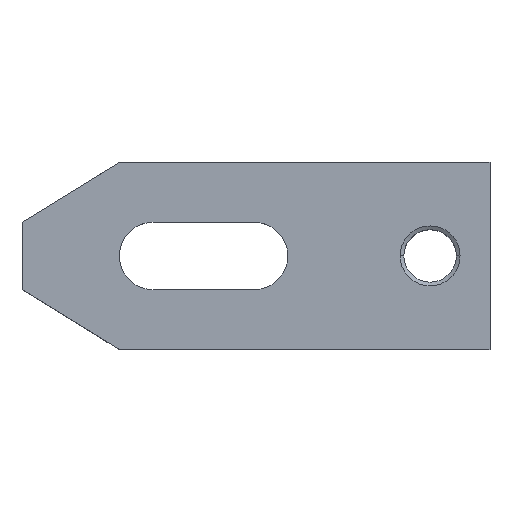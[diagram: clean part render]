
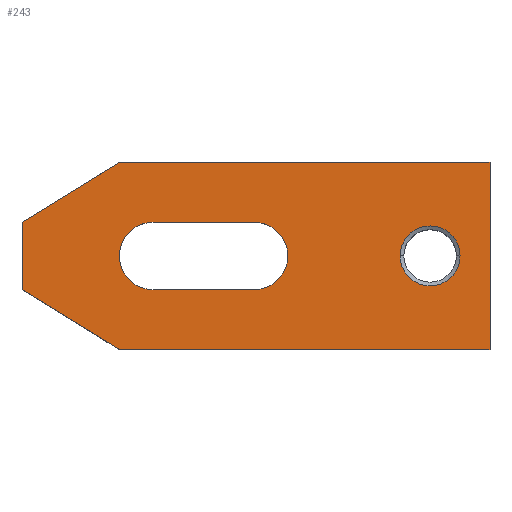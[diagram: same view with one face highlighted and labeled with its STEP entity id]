
A CAD part, top view. The second image highlights one B-rep face of the part: STEP entity #243.
In plain terms, the highlighted planar face has unit normal (0, 0, 1).
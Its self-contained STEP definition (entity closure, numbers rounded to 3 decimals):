
#243=ADVANCED_FACE('',(#669,#670,#671),#672,.T.);
#265=VERTEX_POINT('',#694);
#269=EDGE_CURVE('',#329,#265,#699,.T.);
#279=EDGE_CURVE('',#265,#287,#710,.T.);
#287=VERTEX_POINT('',#718);
#289=EDGE_CURVE('',#287,#485,#720,.T.);
#299=EDGE_CURVE('',#317,#379,#730,.T.);
#313=EDGE_CURVE('',#345,#317,#745,.T.);
#317=VERTEX_POINT('',#749);
#329=VERTEX_POINT('',#761);
#331=EDGE_CURVE('',#363,#345,#763,.T.);
#345=VERTEX_POINT('',#778);
#359=EDGE_CURVE('',#379,#363,#794,.T.);
#363=VERTEX_POINT('',#798);
#379=VERTEX_POINT('',#818);
#393=EDGE_CURVE('',#623,#603,#833,.T.);
#419=EDGE_CURVE('',#461,#567,#861,.T.);
#461=VERTEX_POINT('',#907);
#463=EDGE_CURVE('',#485,#461,#909,.T.);
#471=EDGE_CURVE('',#567,#329,#917,.T.);
#485=VERTEX_POINT('',#932);
#567=VERTEX_POINT('',#1022);
#593=EDGE_CURVE('',#603,#623,#1049,.T.);
#603=VERTEX_POINT('',#1060);
#623=VERTEX_POINT('',#1085);
#669=FACE_BOUND('',#1126,.T.);
#670=FACE_BOUND('',#1127,.T.);
#671=FACE_OUTER_BOUND('',#1128,.T.);
#672=PLANE('',#1129);
#694=CARTESIAN_POINT('',(125.0,25.0,25.0));
#699=LINE('',#1168,#1169);
#710=LINE('',#1187,#1188);
#718=CARTESIAN_POINT('',(125.0,-25.0,25.0));
#720=LINE('',#1200,#1201);
#730=LINE('',#1220,#1221);
#745=CIRCLE('',#1243,9.0);
#749=CARTESIAN_POINT('',(62.0,-9.0,25.0));
#761=CARTESIAN_POINT('',(26.0,25.0,25.0));
#763=LINE('',#1267,#1268);
#778=CARTESIAN_POINT('',(62.0,9.0,25.0));
#794=CIRCLE('',#1308,9.0);
#798=CARTESIAN_POINT('',(35.0,9.0,25.0));
#818=CARTESIAN_POINT('',(35.0,-9.0,25.0));
#833=CIRCLE('',#1359,8.0);
#861=LINE('',#1397,#1398);
#907=CARTESIAN_POINT('',(0.0,-9.,25.0));
#909=LINE('',#1469,#1470);
#917=LINE('',#1485,#1486);
#932=CARTESIAN_POINT('',(26.0,-25.0,25.0));
#1022=CARTESIAN_POINT('',(0.0,9.,25.0));
#1049=CIRCLE('',#1672,8.0);
#1060=CARTESIAN_POINT('',(101.0,0.,25.0));
#1085=CARTESIAN_POINT('',(117.0,0.,25.0));
#1126=EDGE_LOOP('',(#1780,#1781));
#1127=EDGE_LOOP('',(#1782,#1783,#1784,#1785));
#1128=EDGE_LOOP('',(#1786,#1787,#1788,#1789,#1790,#1791));
#1129=AXIS2_PLACEMENT_3D('',#1792,#1793,#1794);
#1168=CARTESIAN_POINT('',(125.0,25.0,25.0));
#1169=VECTOR('',#1815,1.0);
#1187=CARTESIAN_POINT('',(125.0,-25.0,25.0));
#1188=VECTOR('',#1827,1.0);
#1200=CARTESIAN_POINT('',(26.0,-25.0,25.0));
#1201=VECTOR('',#1830,1.0);
#1220=CARTESIAN_POINT('',(64.622,-9.0,25.0));
#1221=VECTOR('',#1835,1.0);
#1243=AXIS2_PLACEMENT_3D('',#1847,#1848,#1849);
#1267=CARTESIAN_POINT('',(51.122,9.0,25.0));
#1268=VECTOR('',#1855,1.0);
#1308=AXIS2_PLACEMENT_3D('',#1896,#1897,#1898);
#1359=AXIS2_PLACEMENT_3D('',#1952,#1953,#1954);
#1397=CARTESIAN_POINT('',(0.0,9.,25.0));
#1398=VECTOR('',#1978,1.0);
#1469=CARTESIAN_POINT('',(0.0,-9.,25.0));
#1470=VECTOR('',#2022,1.0);
#1485=CARTESIAN_POINT('',(26.0,25.0,25.0));
#1486=VECTOR('',#2026,1.0);
#1672=AXIS2_PLACEMENT_3D('',#2143,#2144,#2145);
#1780=ORIENTED_EDGE('',*,*,#593,.T.);
#1781=ORIENTED_EDGE('',*,*,#393,.T.);
#1782=ORIENTED_EDGE('',*,*,#359,.T.);
#1783=ORIENTED_EDGE('',*,*,#331,.T.);
#1784=ORIENTED_EDGE('',*,*,#313,.T.);
#1785=ORIENTED_EDGE('',*,*,#299,.T.);
#1786=ORIENTED_EDGE('',*,*,#289,.F.);
#1787=ORIENTED_EDGE('',*,*,#279,.F.);
#1788=ORIENTED_EDGE('',*,*,#269,.F.);
#1789=ORIENTED_EDGE('',*,*,#471,.F.);
#1790=ORIENTED_EDGE('',*,*,#419,.F.);
#1791=ORIENTED_EDGE('',*,*,#463,.F.);
#1792=CARTESIAN_POINT('',(67.244,0.,25.0));
#1793=DIRECTION('',(0.0,0.0,1.0));
#1794=DIRECTION('',(1.0,0.0,0.0));
#1815=DIRECTION('',(1.0,0.0,0.0));
#1827=DIRECTION('',(0.0,-1.0,0.0));
#1830=DIRECTION('',(-1.0,0.0,0.0));
#1835=DIRECTION('',(-1.0,0.0,0.0));
#1847=CARTESIAN_POINT('',(62.0,0.0,25.0));
#1848=DIRECTION('',(0.0,0.0,-1.0));
#1849=DIRECTION('',(0.0,1.0,0.0));
#1855=DIRECTION('',(1.0,0.0,0.0));
#1896=CARTESIAN_POINT('',(35.0,0.0,25.0));
#1897=DIRECTION('',(0.0,0.0,-1.0));
#1898=DIRECTION('',(0.0,-1.0,0.0));
#1952=CARTESIAN_POINT('',(109.0,0.0,25.0));
#1953=DIRECTION('',(0.0,0.0,-1.0));
#1954=DIRECTION('',(-1.0,0.,0.0));
#1978=DIRECTION('',(0.0,1.0,0.0));
#2022=DIRECTION('',(-0.852,0.524,0.0));
#2026=DIRECTION('',(0.852,0.524,0.0));
#2143=CARTESIAN_POINT('',(109.0,0.0,25.0));
#2144=DIRECTION('',(0.0,0.0,-1.0));
#2145=DIRECTION('',(-1.0,0.,0.0));
